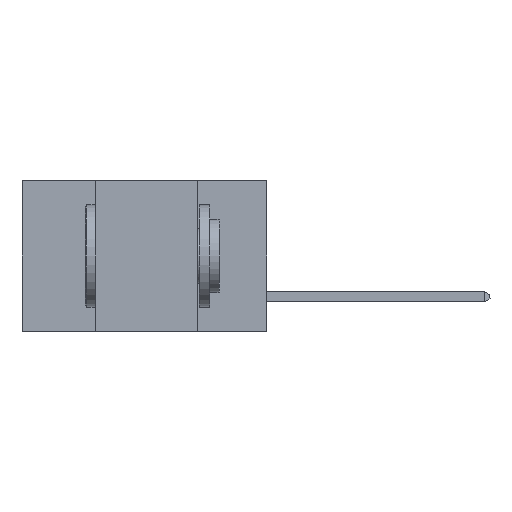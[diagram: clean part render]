
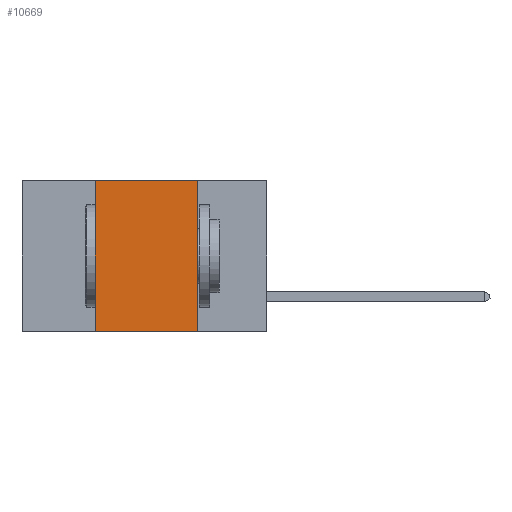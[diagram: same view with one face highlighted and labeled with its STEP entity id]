
A CAD part, left-side view. The second image highlights one B-rep face of the part: STEP entity #10669.
In plain terms, the highlighted planar face has unit normal (-1, 0, 0).
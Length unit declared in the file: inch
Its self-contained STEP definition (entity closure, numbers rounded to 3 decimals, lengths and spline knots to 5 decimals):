
#378 = EDGE_LOOP ( 'NONE', ( #3999, #5661, #11233, #13096 ) ) ;
#743 = FACE_OUTER_BOUND ( 'NONE', #378, .T. ) ;
#911 = CARTESIAN_POINT ( 'NONE',  ( 0., 0.6, 0. ) ) ;
#1121 = PLANE ( 'NONE',  #8558 ) ;
#1158 = CARTESIAN_POINT ( 'NONE',  ( 0., 0.17, 0. ) ) ;
#1238 = VERTEX_POINT ( 'NONE', #7485 ) ;
#1876 = LINE ( 'NONE', #7271, #10972 ) ;
#2162 = LINE ( 'NONE', #1158, #12150 ) ;
#2696 = CARTESIAN_POINT ( 'NONE',  ( 0., 0.42, 0. ) ) ;
#3290 = VERTEX_POINT ( 'NONE', #2696 ) ;
#3896 = VECTOR ( 'NONE', #11678, 39.37008 ) ;
#3999 = ORIENTED_EDGE ( 'NONE', *, *, #9485, .F. ) ;
#4371 = CARTESIAN_POINT ( 'NONE',  ( 0., 0.17, 0. ) ) ;
#5661 = ORIENTED_EDGE ( 'NONE', *, *, #9123, .F. ) ;
#6035 = EDGE_CURVE ( 'NONE', #8315, #1238, #14973, .T. ) ;
#6261 = CARTESIAN_POINT ( 'NONE',  ( 0., 0.6, 0. ) ) ;
#6887 = DIRECTION ( 'NONE',  ( 1., 0., 0. ) ) ;
#6949 = VECTOR ( 'NONE', #13430, 39.37008 ) ;
#7271 = CARTESIAN_POINT ( 'NONE',  ( 0., 0.42, 0. ) ) ;
#7485 = CARTESIAN_POINT ( 'NONE',  ( 0., 0.17, -0.37 ) ) ;
#7760 = EDGE_CURVE ( 'NONE', #8315, #3290, #1876, .T. ) ;
#8315 = VERTEX_POINT ( 'NONE', #10533 ) ;
#8558 = AXIS2_PLACEMENT_3D ( 'NONE', #911, #6887, #9238 ) ;
#9123 = EDGE_CURVE ( 'NONE', #3290, #12191, #13110, .T. ) ;
#9238 = DIRECTION ( 'NONE',  ( 0., 0., -1. ) ) ;
#9485 = EDGE_CURVE ( 'NONE', #12191, #1238, #2162, .T. ) ;
#10533 = CARTESIAN_POINT ( 'NONE',  ( 0., 0.42, -0.37 ) ) ;
#10669 = ADVANCED_FACE ( 'NONE', ( #743 ), #1121, .F. ) ;
#10699 = DIRECTION ( 'NONE',  ( 0., 0., 1. ) ) ;
#10972 = VECTOR ( 'NONE', #10699, 39.37008 ) ;
#11233 = ORIENTED_EDGE ( 'NONE', *, *, #7760, .F. ) ;
#11471 = DIRECTION ( 'NONE',  ( 0., 0., -1. ) ) ;
#11678 = DIRECTION ( 'NONE',  ( 0., -1., 0. ) ) ;
#12150 = VECTOR ( 'NONE', #11471, 39.37008 ) ;
#12191 = VERTEX_POINT ( 'NONE', #4371 ) ;
#13096 = ORIENTED_EDGE ( 'NONE', *, *, #6035, .T. ) ;
#13110 = LINE ( 'NONE', #6261, #6949 ) ;
#13430 = DIRECTION ( 'NONE',  ( 0., -1., 0. ) ) ;
#14099 = CARTESIAN_POINT ( 'NONE',  ( 0., 0.6, -0.37 ) ) ;
#14973 = LINE ( 'NONE', #14099, #3896 ) ;
